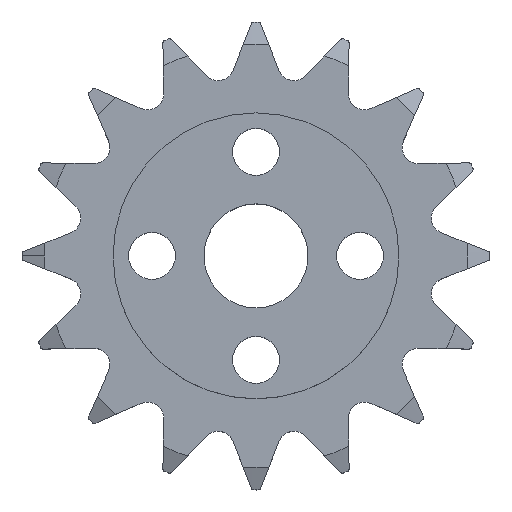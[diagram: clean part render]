
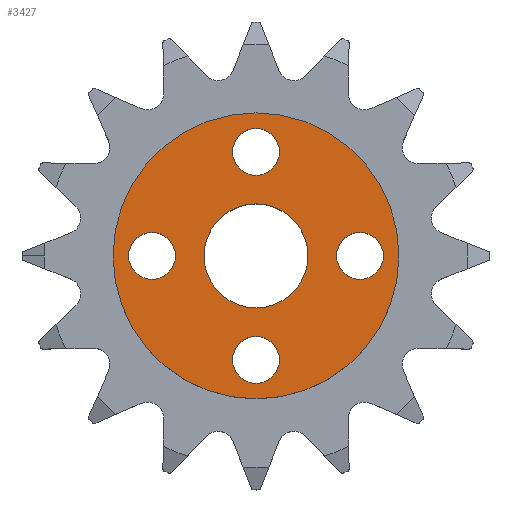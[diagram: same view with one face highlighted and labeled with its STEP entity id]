
A CAD part, top view. The second image highlights one B-rep face of the part: STEP entity #3427.
In plain terms, the highlighted planar face has unit normal (0, 0, 1).
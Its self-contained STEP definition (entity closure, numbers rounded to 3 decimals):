
#14 = DIRECTION ( 'NONE',  ( 0., 0., 1. ) ) ;
#71 = DIRECTION ( 'NONE',  ( 1., 0., 0. ) ) ;
#145 = CARTESIAN_POINT ( 'NONE',  ( 11., 0., 4. ) ) ;
#376 = FACE_BOUND ( 'NONE', #4785, .T. ) ;
#381 = DIRECTION ( 'NONE',  ( 1., 0., 0. ) ) ;
#388 = CARTESIAN_POINT ( 'NONE',  ( -1.8, 8., 4. ) ) ;
#482 = CARTESIAN_POINT ( 'NONE',  ( 0., -8., 4. ) ) ;
#526 = ORIENTED_EDGE ( 'NONE', *, *, #4858, .F. ) ;
#582 = CARTESIAN_POINT ( 'NONE',  ( 0., 0., 4. ) ) ;
#613 = VERTEX_POINT ( 'NONE', #4412 ) ;
#636 = VERTEX_POINT ( 'NONE', #1448 ) ;
#663 = ORIENTED_EDGE ( 'NONE', *, *, #1009, .F. ) ;
#672 = CARTESIAN_POINT ( 'NONE',  ( 0., 0., 4. ) ) ;
#689 = EDGE_LOOP ( 'NONE', ( #663, #1678 ) ) ;
#694 = CARTESIAN_POINT ( 'NONE',  ( -4., 0., 4. ) ) ;
#755 = CIRCLE ( 'NONE', #2480, 1.8 ) ;
#941 = DIRECTION ( 'NONE',  ( 0., 0., 1. ) ) ;
#960 = DIRECTION ( 'NONE',  ( 1., 0., 0. ) ) ;
#984 = EDGE_CURVE ( 'NONE', #5547, #613, #2718, .T. ) ;
#1008 = EDGE_CURVE ( 'NONE', #5099, #3101, #3750, .T. ) ;
#1009 = EDGE_CURVE ( 'NONE', #1070, #3255, #4958, .T. ) ;
#1035 = CIRCLE ( 'NONE', #1930, 1.8 ) ;
#1070 = VERTEX_POINT ( 'NONE', #3713 ) ;
#1072 = DIRECTION ( 'NONE',  ( 1., 0., 0. ) ) ;
#1093 = CIRCLE ( 'NONE', #1998, 1.8 ) ;
#1130 = CIRCLE ( 'NONE', #2344, 1.8 ) ;
#1142 = CARTESIAN_POINT ( 'NONE',  ( 0., 0., 4. ) ) ;
#1372 = EDGE_CURVE ( 'NONE', #4336, #4224, #1447, .T. ) ;
#1438 = FACE_BOUND ( 'NONE', #4148, .T. ) ;
#1447 = CIRCLE ( 'NONE', #3053, 1.8 ) ;
#1448 = CARTESIAN_POINT ( 'NONE',  ( -6.2, 0., 4. ) ) ;
#1528 = DIRECTION ( 'NONE',  ( 1., 0., 0. ) ) ;
#1580 = DIRECTION ( 'NONE',  ( 0., 0., 1. ) ) ;
#1678 = ORIENTED_EDGE ( 'NONE', *, *, #5194, .F. ) ;
#1765 = EDGE_LOOP ( 'NONE', ( #4444, #2150 ) ) ;
#1771 = AXIS2_PLACEMENT_3D ( 'NONE', #1142, #4216, #1528 ) ;
#1930 = AXIS2_PLACEMENT_3D ( 'NONE', #5531, #2932, #381 ) ;
#1939 = ORIENTED_EDGE ( 'NONE', *, *, #4046, .F. ) ;
#1941 = PLANE ( 'NONE',  #2637 ) ;
#1978 = AXIS2_PLACEMENT_3D ( 'NONE', #672, #3685, #1072 ) ;
#1998 = AXIS2_PLACEMENT_3D ( 'NONE', #4922, #2226, #5341 ) ;
#2081 = DIRECTION ( 'NONE',  ( 0., 0., 1. ) ) ;
#2150 = ORIENTED_EDGE ( 'NONE', *, *, #4767, .T. ) ;
#2226 = DIRECTION ( 'NONE',  ( 0., 0., 1. ) ) ;
#2234 = CARTESIAN_POINT ( 'NONE',  ( 9.8, 0., 4. ) ) ;
#2252 = EDGE_LOOP ( 'NONE', ( #3151, #3863 ) ) ;
#2268 = CARTESIAN_POINT ( 'NONE',  ( 8., 0., 4. ) ) ;
#2334 = EDGE_CURVE ( 'NONE', #5001, #5048, #4095, .T. ) ;
#2344 = AXIS2_PLACEMENT_3D ( 'NONE', #4780, #2081, #5220 ) ;
#2440 = AXIS2_PLACEMENT_3D ( 'NONE', #2268, #5377, #2733 ) ;
#2480 = AXIS2_PLACEMENT_3D ( 'NONE', #4275, #1580, #4725 ) ;
#2626 = FACE_BOUND ( 'NONE', #3109, .T. ) ;
#2637 = AXIS2_PLACEMENT_3D ( 'NONE', #4778, #4226, #3865 ) ;
#2705 = ORIENTED_EDGE ( 'NONE', *, *, #984, .F. ) ;
#2718 = CIRCLE ( 'NONE', #3121, 1.8 ) ;
#2733 = DIRECTION ( 'NONE',  ( 1., 0., 0. ) ) ;
#2858 = AXIS2_PLACEMENT_3D ( 'NONE', #582, #941, #960 ) ;
#2889 = ORIENTED_EDGE ( 'NONE', *, *, #1372, .F. ) ;
#2923 = DIRECTION ( 'NONE',  ( 1., 0., 0. ) ) ;
#2932 = DIRECTION ( 'NONE',  ( 0., 0., 1. ) ) ;
#2966 = CARTESIAN_POINT ( 'NONE',  ( 8., 0., 4. ) ) ;
#2991 = DIRECTION ( 'NONE',  ( 0., 0., 1. ) ) ;
#3010 = CIRCLE ( 'NONE', #1978, 11. ) ;
#3053 = AXIS2_PLACEMENT_3D ( 'NONE', #482, #14, #71 ) ;
#3101 = VERTEX_POINT ( 'NONE', #388 ) ;
#3109 = EDGE_LOOP ( 'NONE', ( #2889, #526 ) ) ;
#3114 = AXIS2_PLACEMENT_3D ( 'NONE', #3227, #3246, #3192 ) ;
#3121 = AXIS2_PLACEMENT_3D ( 'NONE', #2966, #2991, #2923 ) ;
#3151 = ORIENTED_EDGE ( 'NONE', *, *, #1008, .F. ) ;
#3179 = AXIS2_PLACEMENT_3D ( 'NONE', #3280, #3271, #3360 ) ;
#3192 = DIRECTION ( 'NONE',  ( 1., 0., 0. ) ) ;
#3227 = CARTESIAN_POINT ( 'NONE',  ( 0., 8., 4. ) ) ;
#3246 = DIRECTION ( 'NONE',  ( 0., 0., 1. ) ) ;
#3255 = VERTEX_POINT ( 'NONE', #694 ) ;
#3271 = DIRECTION ( 'NONE',  ( 0., 0., 1. ) ) ;
#3280 = CARTESIAN_POINT ( 'NONE',  ( 0., 0., 4. ) ) ;
#3360 = DIRECTION ( 'NONE',  ( 1., 0., 0. ) ) ;
#3377 = CIRCLE ( 'NONE', #2440, 1.8 ) ;
#3427 = ADVANCED_FACE ( 'NONE', ( #376, #1438, #2626, #3799, #4873, #3663 ), #1941, .T. ) ;
#3448 = ORIENTED_EDGE ( 'NONE', *, *, #3745, .F. ) ;
#3451 = CARTESIAN_POINT ( 'NONE',  ( 1.8, -8., 4. ) ) ;
#3532 = CIRCLE ( 'NONE', #1771, 4. ) ;
#3663 = FACE_OUTER_BOUND ( 'NONE', #1765, .T. ) ;
#3685 = DIRECTION ( 'NONE',  ( 0., 0., 1. ) ) ;
#3713 = CARTESIAN_POINT ( 'NONE',  ( 4., 0., 4. ) ) ;
#3745 = EDGE_CURVE ( 'NONE', #636, #5340, #755, .T. ) ;
#3750 = CIRCLE ( 'NONE', #3114, 1.8 ) ;
#3799 = FACE_BOUND ( 'NONE', #2252, .T. ) ;
#3863 = ORIENTED_EDGE ( 'NONE', *, *, #4685, .F. ) ;
#3865 = DIRECTION ( 'NONE',  ( 1., 0., 0. ) ) ;
#3898 = EDGE_CURVE ( 'NONE', #613, #5547, #3377, .T. ) ;
#4022 = ORIENTED_EDGE ( 'NONE', *, *, #3898, .F. ) ;
#4046 = EDGE_CURVE ( 'NONE', #5340, #636, #1130, .T. ) ;
#4095 = CIRCLE ( 'NONE', #2858, 11. ) ;
#4148 = EDGE_LOOP ( 'NONE', ( #2705, #4022 ) ) ;
#4207 = CARTESIAN_POINT ( 'NONE',  ( -1.8, -8., 4. ) ) ;
#4216 = DIRECTION ( 'NONE',  ( 0., 0., 1. ) ) ;
#4224 = VERTEX_POINT ( 'NONE', #4207 ) ;
#4226 = DIRECTION ( 'NONE',  ( 0., 0., 1. ) ) ;
#4275 = CARTESIAN_POINT ( 'NONE',  ( -8., 0., 4. ) ) ;
#4336 = VERTEX_POINT ( 'NONE', #3451 ) ;
#4412 = CARTESIAN_POINT ( 'NONE',  ( 6.2, 0., 4. ) ) ;
#4444 = ORIENTED_EDGE ( 'NONE', *, *, #2334, .T. ) ;
#4536 = CARTESIAN_POINT ( 'NONE',  ( 1.8, 8., 4. ) ) ;
#4685 = EDGE_CURVE ( 'NONE', #3101, #5099, #1093, .T. ) ;
#4725 = DIRECTION ( 'NONE',  ( 1., 0., 0. ) ) ;
#4767 = EDGE_CURVE ( 'NONE', #5048, #5001, #3010, .T. ) ;
#4778 = CARTESIAN_POINT ( 'NONE',  ( 0., 0., 4. ) ) ;
#4780 = CARTESIAN_POINT ( 'NONE',  ( -8., 0., 4. ) ) ;
#4785 = EDGE_LOOP ( 'NONE', ( #3448, #1939 ) ) ;
#4858 = EDGE_CURVE ( 'NONE', #4224, #4336, #1035, .T. ) ;
#4873 = FACE_BOUND ( 'NONE', #689, .T. ) ;
#4922 = CARTESIAN_POINT ( 'NONE',  ( 0., 8., 4. ) ) ;
#4958 = CIRCLE ( 'NONE', #3179, 4. ) ;
#5001 = VERTEX_POINT ( 'NONE', #5354 ) ;
#5048 = VERTEX_POINT ( 'NONE', #145 ) ;
#5099 = VERTEX_POINT ( 'NONE', #4536 ) ;
#5194 = EDGE_CURVE ( 'NONE', #3255, #1070, #3532, .T. ) ;
#5220 = DIRECTION ( 'NONE',  ( 1., 0., 0. ) ) ;
#5245 = CARTESIAN_POINT ( 'NONE',  ( -9.8, 0., 4. ) ) ;
#5340 = VERTEX_POINT ( 'NONE', #5245 ) ;
#5341 = DIRECTION ( 'NONE',  ( 1., 0., 0. ) ) ;
#5354 = CARTESIAN_POINT ( 'NONE',  ( -11., 0., 4. ) ) ;
#5377 = DIRECTION ( 'NONE',  ( 0., 0., 1. ) ) ;
#5531 = CARTESIAN_POINT ( 'NONE',  ( 0., -8., 4. ) ) ;
#5547 = VERTEX_POINT ( 'NONE', #2234 ) ;
